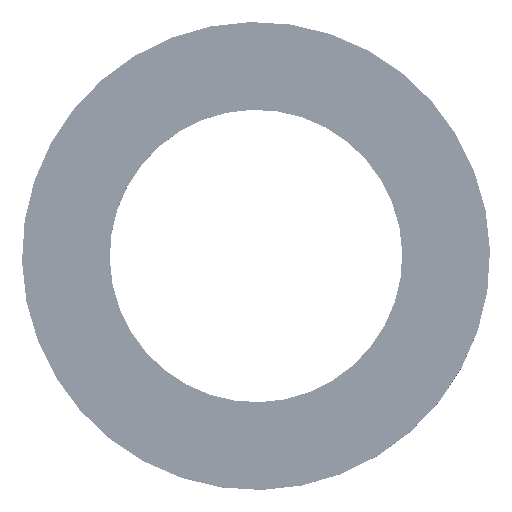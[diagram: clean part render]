
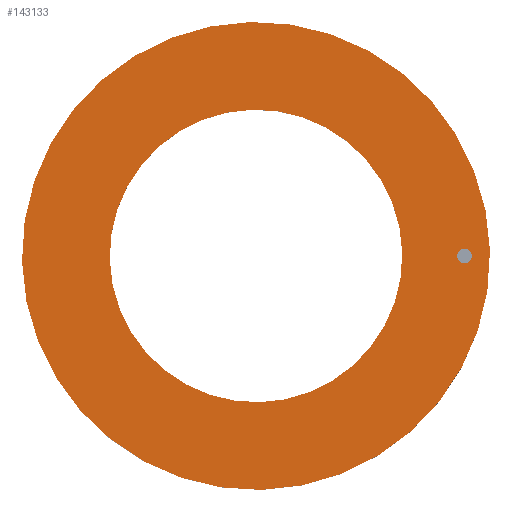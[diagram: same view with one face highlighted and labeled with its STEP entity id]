
A CAD part, top view. The second image highlights one B-rep face of the part: STEP entity #143133.
In plain terms, the highlighted planar face has unit normal (0, 0, 1).
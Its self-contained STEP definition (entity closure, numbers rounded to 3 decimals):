
#7145=AXIS2_PLACEMENT_3D('Circle Axis2P3D',#7143,#7144,$) ;
#7164=AXIS2_PLACEMENT_3D('Circle Axis2P3D',#7162,#7163,$) ;
#10402=AXIS2_PLACEMENT_3D('Circle Axis2P3D',#10400,#10401,$) ;
#10428=AXIS2_PLACEMENT_3D('Circle Axis2P3D',#10426,#10427,$) ;
#143105=AXIS2_PLACEMENT_3D('Plane Axis2P3D',#143102,#143103,#143104) ;
#143117=AXIS2_PLACEMENT_3D('Circle Axis2P3D',#143115,#143116,$) ;
#143126=AXIS2_PLACEMENT_3D('Circle Axis2P3D',#143124,#143125,$) ;
#7140=CARTESIAN_POINT('Vertex',(-7.671,-14.041,3.25)) ;
#7143=CARTESIAN_POINT('Axis2P3D Location',(0.,0.,3.25)) ;
#7147=CARTESIAN_POINT('Vertex',(7.671,14.041,3.25)) ;
#7162=CARTESIAN_POINT('Axis2P3D Location',(0.,0.,3.25)) ;
#10400=CARTESIAN_POINT('Axis2P3D Location',(0.,0.,3.25)) ;
#10404=CARTESIAN_POINT('Vertex',(4.794,8.776,3.25)) ;
#10406=CARTESIAN_POINT('Vertex',(-4.794,-8.776,3.25)) ;
#10426=CARTESIAN_POINT('Axis2P3D Location',(0.,0.,3.25)) ;
#143102=CARTESIAN_POINT('Axis2P3D Location',(0.,10.,3.25)) ;
#143115=CARTESIAN_POINT('Axis2P3D Location',(14.25,0.,3.25)) ;
#143119=CARTESIAN_POINT('Vertex',(14.25,-0.5,3.25)) ;
#143121=CARTESIAN_POINT('Vertex',(14.25,0.5,3.25)) ;
#143124=CARTESIAN_POINT('Axis2P3D Location',(14.25,0.,3.25)) ;
#7144=DIRECTION('Axis2P3D Direction',(0.,0.,-0.039)) ;
#7163=DIRECTION('Axis2P3D Direction',(0.,0.,-0.039)) ;
#10401=DIRECTION('Axis2P3D Direction',(0.,0.,-0.039)) ;
#10427=DIRECTION('Axis2P3D Direction',(0.,0.,-0.039)) ;
#143103=DIRECTION('Axis2P3D Direction',(0.,0.,-0.039)) ;
#143104=DIRECTION('Axis2P3D XDirection',(0.039,0.,0.)) ;
#143116=DIRECTION('Axis2P3D Direction',(0.,0.,-0.039)) ;
#143125=DIRECTION('Axis2P3D Direction',(0.,0.,-0.039)) ;
#143108=ORIENTED_EDGE('',*,*,#7166,.F.) ;
#143109=ORIENTED_EDGE('',*,*,#7149,.F.) ;
#143112=ORIENTED_EDGE('',*,*,#10430,.T.) ;
#143113=ORIENTED_EDGE('',*,*,#10408,.T.) ;
#143130=ORIENTED_EDGE('',*,*,#143123,.F.) ;
#143131=ORIENTED_EDGE('',*,*,#143128,.F.) ;
#143114=FACE_BOUND('',#143111,.T.) ;
#143132=FACE_BOUND('',#143129,.T.) ;
#143133=ADVANCED_FACE('PartBody',(#143110,#143114,#143132),#143106,.F.) ;
#7146=CIRCLE('generated circle',#7145,16.) ;
#7165=CIRCLE('generated circle',#7164,16.) ;
#10403=CIRCLE('generated circle',#10402,10.) ;
#10429=CIRCLE('generated circle',#10428,10.) ;
#143118=CIRCLE('generated circle',#143117,0.5) ;
#143127=CIRCLE('generated circle',#143126,0.5) ;
#7149=EDGE_CURVE('',#7141,#7148,#7146,.T.) ;
#7166=EDGE_CURVE('',#7148,#7141,#7165,.T.) ;
#10408=EDGE_CURVE('',#10405,#10407,#10403,.T.) ;
#10430=EDGE_CURVE('',#10407,#10405,#10429,.T.) ;
#143123=EDGE_CURVE('',#143120,#143122,#143118,.F.) ;
#143128=EDGE_CURVE('',#143122,#143120,#143127,.F.) ;
#143107=EDGE_LOOP('',(#143108,#143109)) ;
#143111=EDGE_LOOP('',(#143112,#143113)) ;
#143129=EDGE_LOOP('',(#143130,#143131)) ;
#143110=FACE_OUTER_BOUND('',#143107,.T.) ;
#143106=PLANE('',#143105) ;
#7141=VERTEX_POINT('',#7140) ;
#7148=VERTEX_POINT('',#7147) ;
#10405=VERTEX_POINT('',#10404) ;
#10407=VERTEX_POINT('',#10406) ;
#143120=VERTEX_POINT('',#143119) ;
#143122=VERTEX_POINT('',#143121) ;
